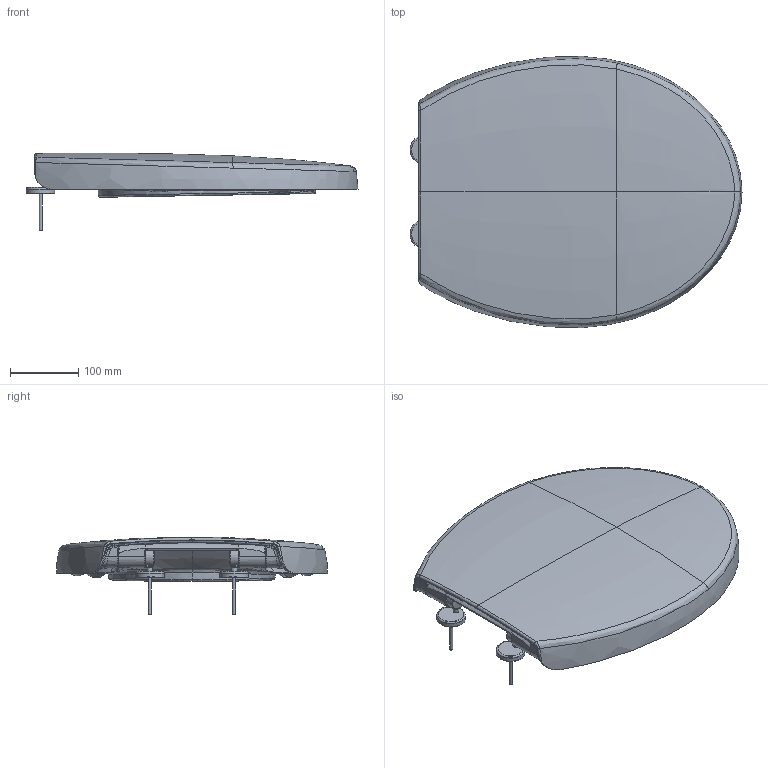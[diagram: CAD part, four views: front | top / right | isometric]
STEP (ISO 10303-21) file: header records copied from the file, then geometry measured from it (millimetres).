
FILE_DESCRIPTION(/* description */ (''),/* implementation_level */ '2;1');
FILE_NAME(/* name */ '9M57S1_WCS.stp',/* time_stamp */ '2021-11-29T07:29:27+01:00',/* author */ (''),/* organization */ (''),/* preprocessor_version */ 'ST-DEVELOPER v18.1',/* originating_system */ 'SIEMENS PLM Software NX 1973',/* authorisation */ '');
FILE_SCHEMA (('AUTOMOTIVE_DESIGN { 1 0 10303 214 3 1 1 1 }'));
Products named in the file (1): Muel5EB02E4Fblrs
Bounding box: 485.1 x 396.27 x 113.78 mm (x, y, z)
Volume: 1822894 mm3; surface area: 636370.7 mm2
Topology: 12 solids, 12 shells, 478 faces, 1145 edges, 671 vertices
Faces by surface type: bspline 286, cylinder 68, plane 55, torus 41, extrusion 16, cone 8, sphere 2, revolution 2
Full cylindrical faces by diameter (mm): 5 x2, 8 x2, 8.2 x4, 9.78 x2, 27.528 x2, 38 x2, 40.4 x2, 42 x2
Entity records: 67009 total; most frequent: CARTESIAN_POINT 58550, ORIENTED_EDGE 2138, EDGE_CURVE 1069, B_SPLINE_CURVE_WITH_KNOTS 788, DIRECTION 769, VERTEX_POINT 656, EDGE_LOOP 529, ADVANCED_FACE 478
